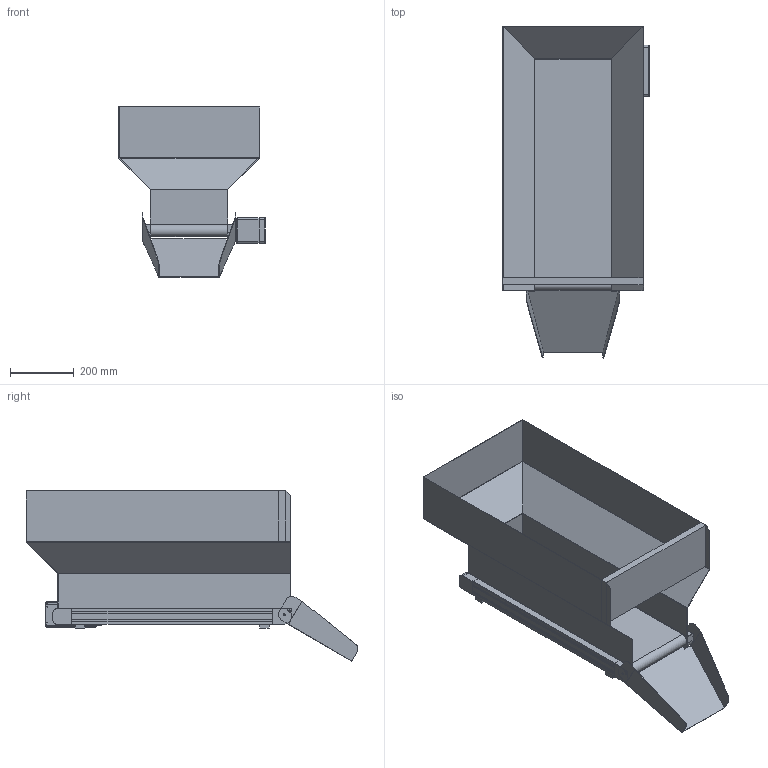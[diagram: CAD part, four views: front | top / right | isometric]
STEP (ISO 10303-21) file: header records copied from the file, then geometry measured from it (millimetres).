
FILE_DESCRIPTION(/* description */ ('Unknown'),/* implementation_level */ '2;1');
FILE_NAME(/* name */ 'BB100-Bibl-Mot24-links',/* time_stamp */ '2016-10-25T13:46:36+02:00',/* author */ ('Unknown'),/* organization */ ('Unknown'),/* preprocessor_version */ 'ST-DEVELOPER v16.7',/* originating_system */ 'DEX',/* authorisation */ $);
FILE_SCHEMA (('AUTOMOTIVE_DESIGN {1 0 10303 214 3 1 1}'));
Length unit declared in the file: millimetre
Products named in the file (13): BB100-Bibl-Mot24-links; Spannkopf-Bibl; BB100-Bibl-Längsprofil; Umlenkkopf-Bibl; BB100-Bibl-Leiste; Umlenkkopf-R-Bibl; BB100-Bibl-Gurt; BB100-Bibl-Wanne; BB100-Bibl-Rutsche; Bibl-ATS-GM-24DC; Bibl-Motorpl-24DC; Bibl-Gehäuse; Bibl-Gehäusedeckel
Assembly tree (15 placements, depth 3):
  BB100-Bibl-Mot24-links
    Spannkopf-Bibl  x2
    BB100-Bibl-Längsprofil  x2
    Umlenkkopf-Bibl
    BB100-Bibl-Leiste  x2
    Umlenkkopf-R-Bibl
    BB100-Bibl-Gurt
    BB100-Bibl-Wanne
    BB100-Bibl-Rutsche
    Bibl-ATS-GM-24DC
      Bibl-Motorpl-24DC
      Bibl-Gehäuse
      Bibl-Gehäusedeckel
Bounding box: 461.5 x 1043.02 x 535.44 mm (x, y, z)
Volume: 12694863.6 mm3; surface area: 2917347.7 mm2
Topology: 14 solids, 14 shells, 348 faces, 924 edges, 609 vertices
Faces by surface type: plane 203, cylinder 137, torus 8
Full cylindrical faces by diameter (mm): 2.5 x4, 3.3 x4, 4.2 x4, 5 x4, 5.5 x2, 6.8 x2, 7.5 x4, 15 x1, 20 x2
Entity records: 8278 total; most frequent: DIRECTION 1433, CARTESIAN_POINT 1377, ORIENTED_EDGE 1310, EDGE_CURVE 655, AXIS2_PLACEMENT_3D 496, LINE 441, VECTOR 441, VERTEX_POINT 440
